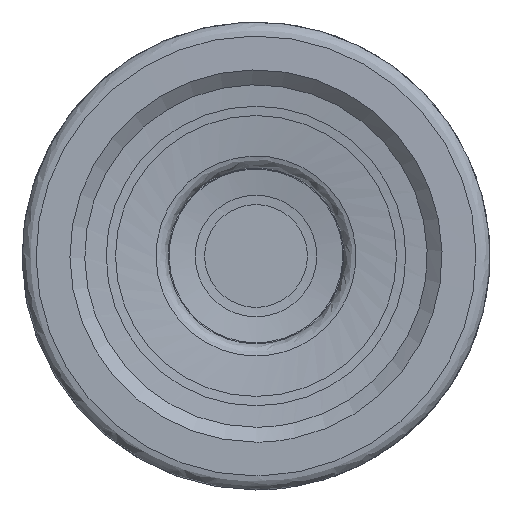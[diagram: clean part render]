
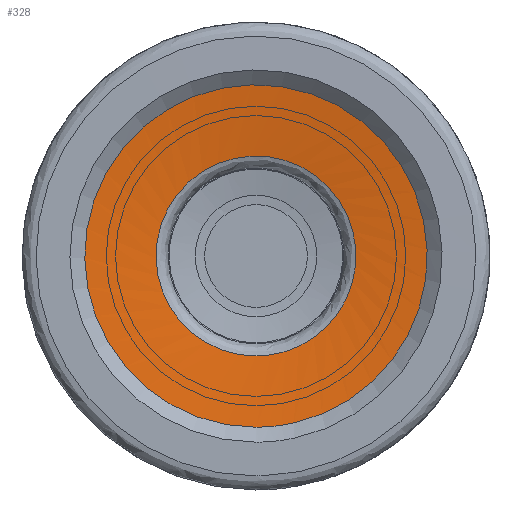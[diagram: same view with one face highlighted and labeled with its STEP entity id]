
A CAD part, left-side view. The second image highlights one B-rep face of the part: STEP entity #328.
In plain terms, the highlighted face is a revolution surface.
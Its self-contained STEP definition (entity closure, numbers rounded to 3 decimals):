
#40=SURFACE_OF_REVOLUTION('',#64,#54);
#54=AXIS1_PLACEMENT('',#868,#732);
#64=LINE('',#867,#74);
#74=VECTOR('',#731,4.127);
#294=FACE_BOUND('',#393,.T.);
#295=FACE_BOUND('',#394,.T.);
#328=ADVANCED_FACE('',(#294,#295),#40,.T.);
#393=EDGE_LOOP('',(#455));
#394=EDGE_LOOP('',(#456));
#455=ORIENTED_EDGE('',*,*,#520,.F.);
#456=ORIENTED_EDGE('',*,*,#519,.T.);
#488=VERTEX_POINT('',#862);
#489=VERTEX_POINT('',#866);
#519=EDGE_CURVE('',#488,#488,#550,.T.);
#520=EDGE_CURVE('',#489,#489,#551,.T.);
#550=CIRCLE('',#602,5.341);
#551=CIRCLE('',#604,9.147);
#602=AXIS2_PLACEMENT_3D('',#861,#724,#725);
#604=AXIS2_PLACEMENT_3D('',#865,#729,#730);
#724=DIRECTION('',(1.,0.,0.));
#725=DIRECTION('',(0.,0.,-1.));
#729=DIRECTION('',(1.,0.,0.));
#730=DIRECTION('',(0.,0.,-1.));
#731=DIRECTION('',(-0.111,-0.972,-0.208));
#732=DIRECTION('',(1.,0.,0.));
#861=CARTESIAN_POINT('',(1.106,0.,0.));
#862=CARTESIAN_POINT('',(1.106,0.,-5.341));
#865=CARTESIAN_POINT('',(0.649,0.,0.));
#866=CARTESIAN_POINT('',(0.649,0.,-9.147));
#867=CARTESIAN_POINT('',(1.106,-5.11,1.554));
#868=CARTESIAN_POINT('',(0.,0.,0.));
